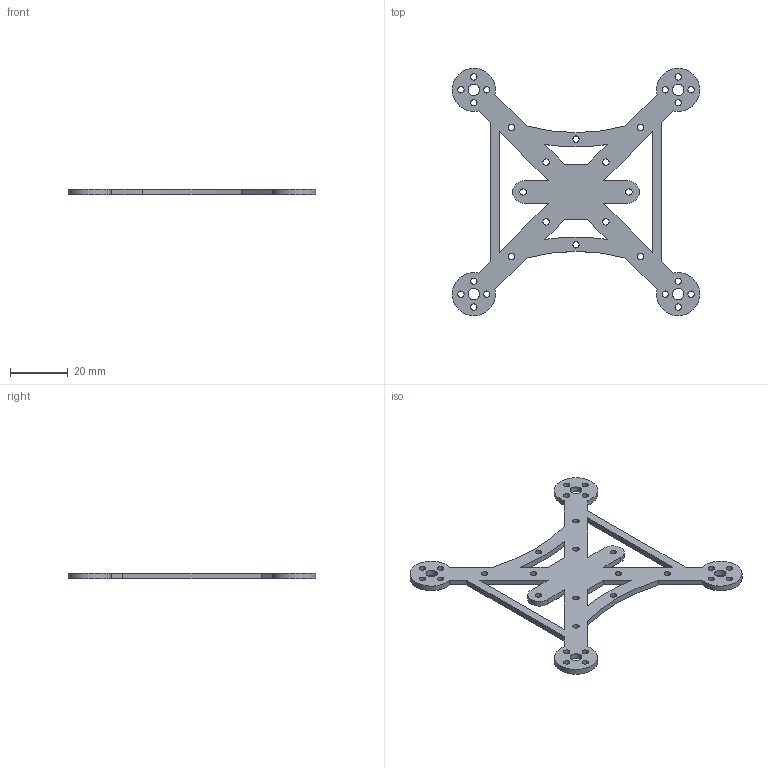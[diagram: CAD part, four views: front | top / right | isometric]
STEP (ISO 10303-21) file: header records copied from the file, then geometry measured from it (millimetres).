
FILE_DESCRIPTION(('FreeCAD Model'),'2;1');
FILE_NAME('Open CASCADE Shape Model','2025-05-08T21:36:31',(''),(''), 'Open CASCADE STEP processor 7.7','FreeCAD','Unknown');
FILE_SCHEMA(('AUTOMOTIVE_DESIGN { 1 0 10303 214 1 1 1 1 }'));
Length unit declared in the file: millimetre
Products named in the file (1): frame carbon
Bounding box: 85.96 x 85.96 x 2 mm (x, y, z)
Volume: 5331.6 mm3; surface area: 7305 mm2
Topology: 1 solids, 1 shells, 70 faces, 204 edges, 136 vertices
Faces by surface type: cylinder 42, plane 28
Full cylindrical faces by diameter (mm): 2.2 x28, 4 x4
Entity records: 2520 total; most frequent: DIRECTION 430, CARTESIAN_POINT 411, ORIENTED_EDGE 408, EDGE_CURVE 204, AXIS2_PLACEMENT_3D 155, FACE_BOUND 142, EDGE_LOOP 142, VERTEX_POINT 136
